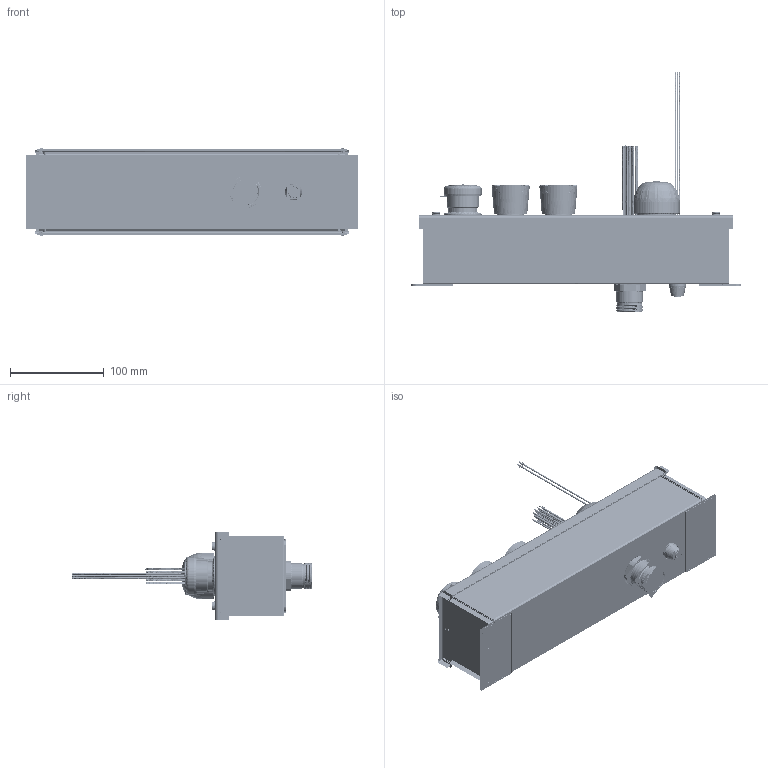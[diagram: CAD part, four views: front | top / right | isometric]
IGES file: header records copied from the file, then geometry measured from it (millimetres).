
Start section:  PTC IGES file: 201303.igs
Global section: file name: 201303.igs; native system: Creo Parametric by PTC Inc.; preprocessor: 2016260; author: PDMAdmin; organization: Unknown; date: 20170602.100543; units: millimetre
Bounding box: 354.2 x 256.56 x 94.11 mm (x, y, z)
Volume: 1144896.4 mm3; surface area: 6331610.9 mm2
Topology: 95 solids, 95 shells, 8507 faces, 52051 edges, 73067 vertices
Faces by surface type: revolution 4459, bspline 3380, extrusion 668
